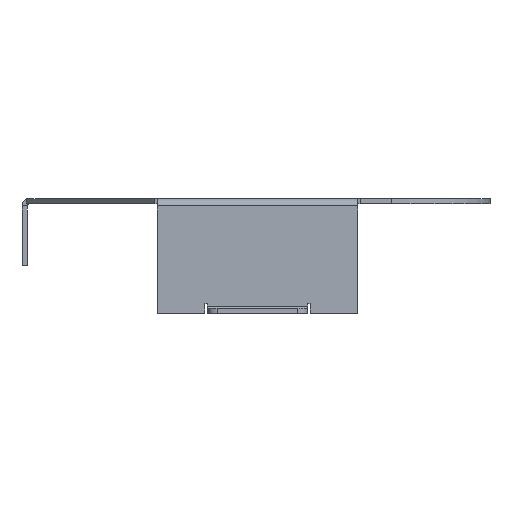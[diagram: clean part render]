
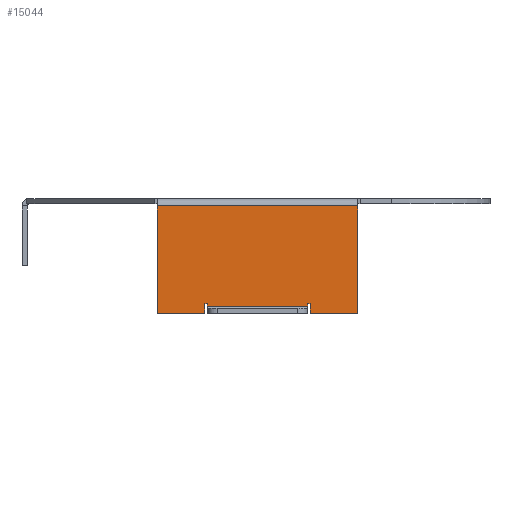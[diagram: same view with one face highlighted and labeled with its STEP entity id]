
A CAD part, left-side view. The second image highlights one B-rep face of the part: STEP entity #15044.
In plain terms, the highlighted planar face has unit normal (-1, 0, 0).
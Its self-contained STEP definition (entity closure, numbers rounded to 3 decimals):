
#39 = CARTESIAN_POINT ( 'NONE',  ( -12.75, -5., 5.35 ) ) ;
#348 = DIRECTION ( 'NONE',  ( 1., 0., 0. ) ) ;
#542 = AXIS2_PLACEMENT_3D ( 'NONE', #11885, #348, #1573 ) ;
#622 = VECTOR ( 'NONE', #8605, 1000. ) ;
#688 = VERTEX_POINT ( 'NONE', #11709 ) ;
#787 = VERTEX_POINT ( 'NONE', #9484 ) ;
#790 = CARTESIAN_POINT ( 'NONE',  ( -12.75, -2.5, 0.475 ) ) ;
#822 = EDGE_CURVE ( 'NONE', #7626, #8514, #12760, .T. ) ;
#1145 = LINE ( 'NONE', #4497, #7451 ) ;
#1177 = EDGE_CURVE ( 'NONE', #12679, #787, #7123, .T. ) ;
#1178 = EDGE_CURVE ( 'NONE', #7481, #688, #6139, .T. ) ;
#1268 = CARTESIAN_POINT ( 'NONE',  ( -12.75, 5., 0. ) ) ;
#1509 = DIRECTION ( 'NONE',  ( 0., 0., -1. ) ) ;
#1534 = CARTESIAN_POINT ( 'NONE',  ( -12.75, -5., 5.35 ) ) ;
#1552 = ORIENTED_EDGE ( 'NONE', *, *, #10363, .F. ) ;
#1573 = DIRECTION ( 'NONE',  ( 0., 0., -1. ) ) ;
#1599 = DIRECTION ( 'NONE',  ( 0., -1., 0. ) ) ;
#1728 = CARTESIAN_POINT ( 'NONE',  ( -12.75, 2.625, 0.475 ) ) ;
#2290 = VERTEX_POINT ( 'NONE', #13001 ) ;
#2415 = VECTOR ( 'NONE', #4594, 1000. ) ;
#2493 = LINE ( 'NONE', #8338, #12554 ) ;
#2664 = ORIENTED_EDGE ( 'NONE', *, *, #12856, .T. ) ;
#2753 = LINE ( 'NONE', #39, #622 ) ;
#3506 = VECTOR ( 'NONE', #7358, 1000. ) ;
#3514 = DIRECTION ( 'NONE',  ( 0., 0., 1. ) ) ;
#3543 = CARTESIAN_POINT ( 'NONE',  ( -12.75, 2.5, 0.35 ) ) ;
#3628 = ORIENTED_EDGE ( 'NONE', *, *, #4178, .F. ) ;
#4178 = EDGE_CURVE ( 'NONE', #2290, #8514, #2753, .T. ) ;
#4497 = CARTESIAN_POINT ( 'NONE',  ( -12.75, 0., 0. ) ) ;
#4594 = DIRECTION ( 'NONE',  ( 0., 0., 1. ) ) ;
#4653 = CARTESIAN_POINT ( 'NONE',  ( -12.75, -5., 0. ) ) ;
#4701 = VECTOR ( 'NONE', #3514, 1000. ) ;
#5500 = CARTESIAN_POINT ( 'NONE',  ( -12.75, 2.5, 0.475 ) ) ;
#5787 = LINE ( 'NONE', #8070, #2415 ) ;
#5899 = ORIENTED_EDGE ( 'NONE', *, *, #10059, .F. ) ;
#6024 = ORIENTED_EDGE ( 'NONE', *, *, #8065, .F. ) ;
#6139 = LINE ( 'NONE', #13296, #7058 ) ;
#6218 = DIRECTION ( 'NONE',  ( 0., 1., 0. ) ) ;
#6376 = CARTESIAN_POINT ( 'NONE',  ( -12.75, -2.625, 0.475 ) ) ;
#6923 = EDGE_CURVE ( 'NONE', #12141, #688, #13783, .T. ) ;
#7058 = VECTOR ( 'NONE', #1599, 1000. ) ;
#7123 = LINE ( 'NONE', #10606, #13406 ) ;
#7333 = LINE ( 'NONE', #7413, #12452 ) ;
#7358 = DIRECTION ( 'NONE',  ( 0., 1., 0. ) ) ;
#7413 = CARTESIAN_POINT ( 'NONE',  ( -12.75, 2.5, 0.475 ) ) ;
#7451 = VECTOR ( 'NONE', #9315, 1000. ) ;
#7476 = EDGE_CURVE ( 'NONE', #787, #11647, #8002, .T. ) ;
#7481 = VERTEX_POINT ( 'NONE', #1268 ) ;
#7502 = VECTOR ( 'NONE', #9196, 1000. ) ;
#7626 = VERTEX_POINT ( 'NONE', #13474 ) ;
#7833 = CARTESIAN_POINT ( 'NONE',  ( -12.75, -2.625, 0. ) ) ;
#8002 = LINE ( 'NONE', #3543, #15009 ) ;
#8065 = EDGE_CURVE ( 'NONE', #8437, #11323, #5787, .T. ) ;
#8070 = CARTESIAN_POINT ( 'NONE',  ( -12.75, -2.625, 0. ) ) ;
#8287 = CARTESIAN_POINT ( 'NONE',  ( -12.75, -2.5, 0.35 ) ) ;
#8338 = CARTESIAN_POINT ( 'NONE',  ( -12.75, 5., 0. ) ) ;
#8437 = VERTEX_POINT ( 'NONE', #7833 ) ;
#8514 = VERTEX_POINT ( 'NONE', #1534 ) ;
#8605 = DIRECTION ( 'NONE',  ( 0., -1., 0. ) ) ;
#8697 = LINE ( 'NONE', #13334, #9060 ) ;
#9060 = VECTOR ( 'NONE', #11949, 1000. ) ;
#9196 = DIRECTION ( 'NONE',  ( 0., 0., -1. ) ) ;
#9315 = DIRECTION ( 'NONE',  ( 0., -1., 0. ) ) ;
#9484 = CARTESIAN_POINT ( 'NONE',  ( -12.75, 2.5, 0.35 ) ) ;
#10030 = ORIENTED_EDGE ( 'NONE', *, *, #1178, .T. ) ;
#10059 = EDGE_CURVE ( 'NONE', #11647, #12141, #7333, .T. ) ;
#10310 = ORIENTED_EDGE ( 'NONE', *, *, #822, .T. ) ;
#10363 = EDGE_CURVE ( 'NONE', #13290, #12679, #8697, .T. ) ;
#10478 = ORIENTED_EDGE ( 'NONE', *, *, #1177, .F. ) ;
#10606 = CARTESIAN_POINT ( 'NONE',  ( -12.75, -2.5, 0.35 ) ) ;
#10612 = EDGE_CURVE ( 'NONE', #11323, #13290, #10621, .T. ) ;
#10621 = LINE ( 'NONE', #6376, #3506 ) ;
#11323 = VERTEX_POINT ( 'NONE', #11960 ) ;
#11647 = VERTEX_POINT ( 'NONE', #5500 ) ;
#11709 = CARTESIAN_POINT ( 'NONE',  ( -12.75, 2.625, 0. ) ) ;
#11885 = CARTESIAN_POINT ( 'NONE',  ( -12.75, 0., 0. ) ) ;
#11949 = DIRECTION ( 'NONE',  ( 0., 0., -1. ) ) ;
#11960 = CARTESIAN_POINT ( 'NONE',  ( -12.75, -2.625, 0.475 ) ) ;
#12141 = VERTEX_POINT ( 'NONE', #1728 ) ;
#12452 = VECTOR ( 'NONE', #13277, 1000. ) ;
#12554 = VECTOR ( 'NONE', #1509, 1000. ) ;
#12679 = VERTEX_POINT ( 'NONE', #8287 ) ;
#12760 = LINE ( 'NONE', #4653, #4701 ) ;
#12792 = DIRECTION ( 'NONE',  ( 0., 0., 1. ) ) ;
#12856 = EDGE_CURVE ( 'NONE', #8437, #7626, #1145, .T. ) ;
#12891 = ORIENTED_EDGE ( 'NONE', *, *, #13890, .T. ) ;
#12988 = ORIENTED_EDGE ( 'NONE', *, *, #7476, .F. ) ;
#13001 = CARTESIAN_POINT ( 'NONE',  ( -12.75, 5., 5.35 ) ) ;
#13015 = ORIENTED_EDGE ( 'NONE', *, *, #10612, .F. ) ;
#13030 = PLANE ( 'NONE',  #542 ) ;
#13089 = ORIENTED_EDGE ( 'NONE', *, *, #6923, .F. ) ;
#13105 = FACE_OUTER_BOUND ( 'NONE', #14677, .T. ) ;
#13277 = DIRECTION ( 'NONE',  ( 0., 1., 0. ) ) ;
#13290 = VERTEX_POINT ( 'NONE', #790 ) ;
#13296 = CARTESIAN_POINT ( 'NONE',  ( -12.75, 0., 0. ) ) ;
#13334 = CARTESIAN_POINT ( 'NONE',  ( -12.75, -2.5, 0.475 ) ) ;
#13406 = VECTOR ( 'NONE', #6218, 1000. ) ;
#13474 = CARTESIAN_POINT ( 'NONE',  ( -12.75, -5., 0. ) ) ;
#13783 = LINE ( 'NONE', #14984, #7502 ) ;
#13890 = EDGE_CURVE ( 'NONE', #2290, #7481, #2493, .T. ) ;
#14677 = EDGE_LOOP ( 'NONE', ( #6024, #2664, #10310, #3628, #12891, #10030, #13089, #5899, #12988, #10478, #1552, #13015 ) ) ;
#14984 = CARTESIAN_POINT ( 'NONE',  ( -12.75, 2.625, 0.475 ) ) ;
#15009 = VECTOR ( 'NONE', #12792, 1000. ) ;
#15044 = ADVANCED_FACE ( 'NONE', ( #13105 ), #13030, .F. ) ;
